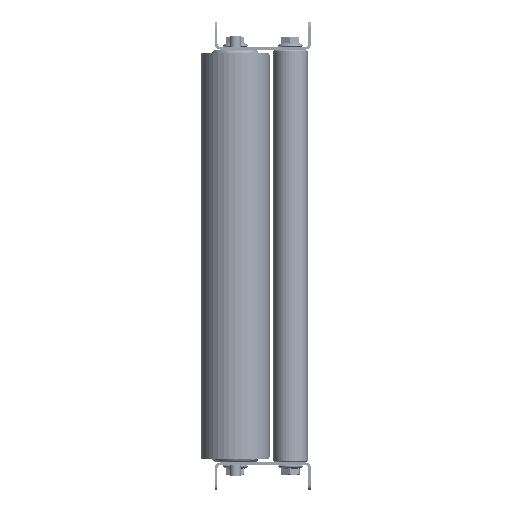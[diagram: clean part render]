
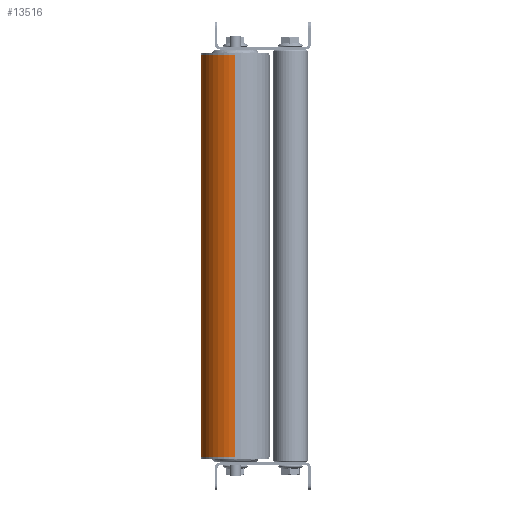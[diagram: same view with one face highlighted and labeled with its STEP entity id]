
A CAD part, left-side view. The second image highlights one B-rep face of the part: STEP entity #13516.
In plain terms, the highlighted cylindrical face has radius 25 mm (diameter 50 mm), a partial arc.
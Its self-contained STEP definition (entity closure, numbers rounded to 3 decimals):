
#84 = DIRECTION ( 'NONE',  ( 1., 0., 0. ) ) ;
#763 = LINE ( 'NONE', #40582, #32595 ) ;
#1603 = DIRECTION ( 'NONE',  ( -1., 0., 0. ) ) ;
#2932 = EDGE_LOOP ( 'NONE', ( #34296, #40953, #12233, #16983 ) ) ;
#5475 = AXIS2_PLACEMENT_3D ( 'NONE', #17769, #46308, #10414 ) ;
#6300 = CARTESIAN_POINT ( 'NONE',  ( 292.6, 0., 0. ) ) ;
#7948 = DIRECTION ( 'NONE',  ( 0., 0., -1. ) ) ;
#8209 = CARTESIAN_POINT ( 'NONE',  ( 0., 0., 0. ) ) ;
#9600 = VECTOR ( 'NONE', #30751, 1000. ) ;
#9650 = EDGE_CURVE ( 'NONE', #44280, #14690, #763, .T. ) ;
#10414 = DIRECTION ( 'NONE',  ( 0., 0., -1. ) ) ;
#12233 = ORIENTED_EDGE ( 'NONE', *, *, #42011, .T. ) ;
#12278 = CARTESIAN_POINT ( 'NONE',  ( 0., 0., 25. ) ) ;
#13357 = DIRECTION ( 'NONE',  ( 0., 0., 1. ) ) ;
#13516 = ADVANCED_FACE ( 'Fl�che1', ( #41940 ), #25965, .T. ) ;
#14202 = CARTESIAN_POINT ( 'NONE',  ( 0., 0., -25. ) ) ;
#14690 = VERTEX_POINT ( 'NONE', #12278 ) ;
#16983 = ORIENTED_EDGE ( 'NONE', *, *, #9650, .F. ) ;
#17769 = CARTESIAN_POINT ( 'NONE',  ( 292.6, 0., 0. ) ) ;
#22675 = CARTESIAN_POINT ( 'NONE',  ( 292.6, 0., -25. ) ) ;
#23412 = CARTESIAN_POINT ( 'NONE',  ( 292.6, 0., 25. ) ) ;
#25965 = CYLINDRICAL_SURFACE ( 'NONE', #44883, 25. ) ;
#30751 = DIRECTION ( 'NONE',  ( -1., 0., 0. ) ) ;
#32494 = EDGE_CURVE ( 'NONE', #50915, #44280, #43969, .T. ) ;
#32595 = VECTOR ( 'NONE', #37179, 1000. ) ;
#34296 = ORIENTED_EDGE ( 'NONE', *, *, #32494, .F. ) ;
#36298 = EDGE_CURVE ( 'NONE', #50915, #47210, #38907, .T. ) ;
#37179 = DIRECTION ( 'NONE',  ( -1., 0., 0. ) ) ;
#38907 = LINE ( 'NONE', #22675, #9600 ) ;
#40582 = CARTESIAN_POINT ( 'NONE',  ( 292.6, 0., 25. ) ) ;
#40953 = ORIENTED_EDGE ( 'NONE', *, *, #36298, .T. ) ;
#41940 = FACE_OUTER_BOUND ( 'NONE', #2932, .T. ) ;
#42011 = EDGE_CURVE ( 'NONE', #47210, #14690, #43592, .T. ) ;
#42041 = AXIS2_PLACEMENT_3D ( 'NONE', #8209, #84, #7948 ) ;
#43592 = CIRCLE ( 'NONE', #42041, 25. ) ;
#43969 = CIRCLE ( 'NONE', #5475, 25. ) ;
#44280 = VERTEX_POINT ( 'NONE', #23412 ) ;
#44883 = AXIS2_PLACEMENT_3D ( 'NONE', #6300, #1603, #13357 ) ;
#46308 = DIRECTION ( 'NONE',  ( 1., 0., 0. ) ) ;
#47210 = VERTEX_POINT ( 'NONE', #14202 ) ;
#50428 = CARTESIAN_POINT ( 'NONE',  ( 292.6, 0., -25. ) ) ;
#50915 = VERTEX_POINT ( 'NONE', #50428 ) ;
